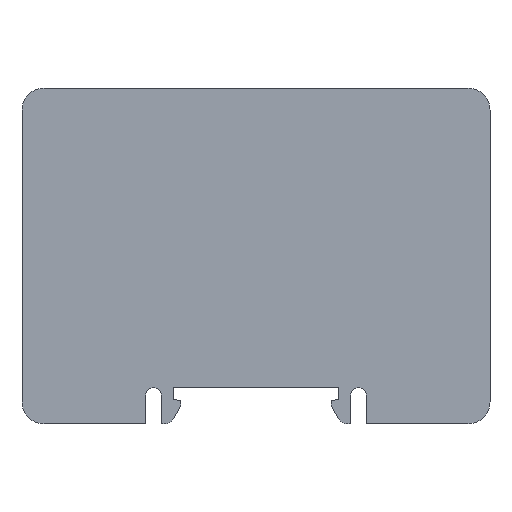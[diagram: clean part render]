
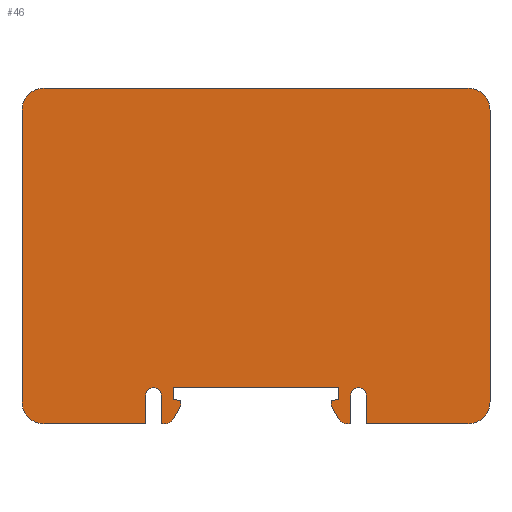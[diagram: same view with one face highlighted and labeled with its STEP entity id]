
A CAD part, left-side view. The second image highlights one B-rep face of the part: STEP entity #46.
In plain terms, the highlighted planar face has unit normal (-1, 0, 0).
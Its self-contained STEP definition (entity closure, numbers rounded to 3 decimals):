
#46=ADVANCED_FACE('',(#77),#78,.F.);
#77=FACE_OUTER_BOUND('',#137,.T.);
#78=PLANE('',#138);
#137=EDGE_LOOP('',(#197,#198,#199,#200,#201,#202,#203,#204,#205,#206,#207,#208,#209,#210,#211,#212,#213,#214,#215,#216,#217,#218,#219,#220,#221,#222,#223,#224));
#138=AXIS2_PLACEMENT_3D('',#225,#226,#227);
#197=ORIENTED_EDGE('',*,*,#455,.F.);
#198=ORIENTED_EDGE('',*,*,#456,.T.);
#199=ORIENTED_EDGE('',*,*,#457,.F.);
#200=ORIENTED_EDGE('',*,*,#458,.T.);
#201=ORIENTED_EDGE('',*,*,#459,.F.);
#202=ORIENTED_EDGE('',*,*,#460,.T.);
#203=ORIENTED_EDGE('',*,*,#461,.F.);
#204=ORIENTED_EDGE('',*,*,#462,.T.);
#205=ORIENTED_EDGE('',*,*,#463,.T.);
#206=ORIENTED_EDGE('',*,*,#464,.T.);
#207=ORIENTED_EDGE('',*,*,#465,.T.);
#208=ORIENTED_EDGE('',*,*,#466,.T.);
#209=ORIENTED_EDGE('',*,*,#467,.T.);
#210=ORIENTED_EDGE('',*,*,#468,.T.);
#211=ORIENTED_EDGE('',*,*,#469,.T.);
#212=ORIENTED_EDGE('',*,*,#470,.T.);
#213=ORIENTED_EDGE('',*,*,#471,.T.);
#214=ORIENTED_EDGE('',*,*,#472,.T.);
#215=ORIENTED_EDGE('',*,*,#473,.T.);
#216=ORIENTED_EDGE('',*,*,#474,.T.);
#217=ORIENTED_EDGE('',*,*,#475,.T.);
#218=ORIENTED_EDGE('',*,*,#476,.T.);
#219=ORIENTED_EDGE('',*,*,#477,.T.);
#220=ORIENTED_EDGE('',*,*,#478,.T.);
#221=ORIENTED_EDGE('',*,*,#479,.T.);
#222=ORIENTED_EDGE('',*,*,#480,.F.);
#223=ORIENTED_EDGE('',*,*,#481,.T.);
#224=ORIENTED_EDGE('',*,*,#482,.T.);
#225=CARTESIAN_POINT('',(0.0,0.0,0.0));
#226=DIRECTION('',(1.0,0.0,0.));
#227=DIRECTION('',(0.,1.0,0.));
#455=EDGE_CURVE('',#539,#540,#541,.T.);
#456=EDGE_CURVE('',#539,#542,#543,.T.);
#457=EDGE_CURVE('',#544,#542,#545,.T.);
#458=EDGE_CURVE('',#544,#546,#547,.T.);
#459=EDGE_CURVE('',#548,#546,#549,.T.);
#460=EDGE_CURVE('',#548,#550,#551,.T.);
#461=EDGE_CURVE('',#552,#550,#553,.T.);
#462=EDGE_CURVE('',#552,#554,#555,.T.);
#463=EDGE_CURVE('',#554,#556,#557,.T.);
#464=EDGE_CURVE('',#556,#558,#559,.T.);
#465=EDGE_CURVE('',#558,#560,#561,.T.);
#466=EDGE_CURVE('',#560,#562,#563,.T.);
#467=EDGE_CURVE('',#562,#564,#565,.T.);
#468=EDGE_CURVE('',#564,#566,#567,.T.);
#469=EDGE_CURVE('',#566,#568,#569,.T.);
#470=EDGE_CURVE('',#568,#570,#571,.T.);
#471=EDGE_CURVE('',#570,#572,#573,.T.);
#472=EDGE_CURVE('',#572,#574,#575,.T.);
#473=EDGE_CURVE('',#574,#576,#577,.T.);
#474=EDGE_CURVE('',#576,#578,#579,.T.);
#475=EDGE_CURVE('',#578,#580,#581,.T.);
#476=EDGE_CURVE('',#580,#582,#583,.T.);
#477=EDGE_CURVE('',#582,#584,#585,.T.);
#478=EDGE_CURVE('',#584,#586,#587,.T.);
#479=EDGE_CURVE('',#586,#588,#589,.T.);
#480=EDGE_CURVE('',#590,#588,#591,.T.);
#481=EDGE_CURVE('',#590,#592,#593,.T.);
#482=EDGE_CURVE('',#592,#540,#594,.T.);
#539=VERTEX_POINT('',#679);
#540=VERTEX_POINT('',#680);
#541=LINE('',#681,#682);
#542=VERTEX_POINT('',#683);
#543=LINE('',#684,#685);
#544=VERTEX_POINT('',#686);
#545=LINE('',#687,#688);
#546=VERTEX_POINT('',#689);
#547=LINE('',#690,#691);
#548=VERTEX_POINT('',#692);
#549=LINE('',#693,#694);
#550=VERTEX_POINT('',#695);
#551=LINE('',#696,#697);
#552=VERTEX_POINT('',#698);
#553=LINE('',#699,#700);
#554=VERTEX_POINT('',#701);
#555=LINE('',#702,#703);
#556=VERTEX_POINT('',#704);
#557=CIRCLE('',#705,1.0);
#558=VERTEX_POINT('',#706);
#559=LINE('',#707,#708);
#560=VERTEX_POINT('',#709);
#561=LINE('',#710,#711);
#562=VERTEX_POINT('',#712);
#563=CIRCLE('',#713,0.7);
#564=VERTEX_POINT('',#714);
#565=LINE('',#715,#716);
#566=VERTEX_POINT('',#717);
#567=LINE('',#718,#719);
#568=VERTEX_POINT('',#720);
#569=CIRCLE('',#721,2.0);
#570=VERTEX_POINT('',#722);
#571=LINE('',#723,#724);
#572=VERTEX_POINT('',#725);
#573=CIRCLE('',#726,2.0);
#574=VERTEX_POINT('',#727);
#575=LINE('',#728,#729);
#576=VERTEX_POINT('',#730);
#577=CIRCLE('',#731,2.0);
#578=VERTEX_POINT('',#732);
#579=LINE('',#733,#734);
#580=VERTEX_POINT('',#735);
#581=CIRCLE('',#736,2.0);
#582=VERTEX_POINT('',#737);
#583=LINE('',#738,#739);
#584=VERTEX_POINT('',#740);
#585=LINE('',#741,#742);
#586=VERTEX_POINT('',#743);
#587=CIRCLE('',#744,0.7);
#588=VERTEX_POINT('',#745);
#589=LINE('',#746,#747);
#590=VERTEX_POINT('',#748);
#591=LINE('',#749,#750);
#592=VERTEX_POINT('',#751);
#593=CIRCLE('',#752,1.0);
#594=LINE('',#753,#754);
#679=CARTESIAN_POINT('',(0.,-0.653,-1.157));
#680=CARTESIAN_POINT('',(0.,-0.653,-1.7));
#681=CARTESIAN_POINT('',(0.,-0.653,-1.157));
#682=VECTOR('',#887,0.543);
#683=CARTESIAN_POINT('',(0.,0.,-1.1));
#684=CARTESIAN_POINT('',(0.,-0.653,-1.157));
#685=VECTOR('',#888,0.655);
#686=CARTESIAN_POINT('',(0.0,0.0,0.0));
#687=CARTESIAN_POINT('',(0.0,0.0,0.0));
#688=VECTOR('',#889,1.1);
#689=CARTESIAN_POINT('',(0.,-15.005,0.));
#690=CARTESIAN_POINT('',(0.0,0.0,0.0));
#691=VECTOR('',#890,15.005);
#692=CARTESIAN_POINT('',(0.,-15.005,-1.1));
#693=CARTESIAN_POINT('',(0.,-15.005,-1.1));
#694=VECTOR('',#891,1.1);
#695=CARTESIAN_POINT('',(0.,-14.353,-1.157));
#696=CARTESIAN_POINT('',(0.,-15.005,-1.1));
#697=VECTOR('',#892,0.655);
#698=CARTESIAN_POINT('',(0.,-14.353,-1.7));
#699=CARTESIAN_POINT('',(0.,-14.353,-1.7));
#700=VECTOR('',#893,0.543);
#701=CARTESIAN_POINT('',(0.,-14.988,-2.8));
#702=CARTESIAN_POINT('',(0.,-14.353,-1.7));
#703=VECTOR('',#894,1.27);
#704=CARTESIAN_POINT('',(0.,-15.854,-3.3));
#705=AXIS2_PLACEMENT_3D('',#895,#896,#897);
#706=CARTESIAN_POINT('',(0.,-16.103,-3.3));
#707=CARTESIAN_POINT('',(0.,-15.854,-3.3));
#708=VECTOR('',#898,0.249);
#709=CARTESIAN_POINT('',(0.,-16.103,-0.7));
#710=CARTESIAN_POINT('',(0.,-16.103,-3.3));
#711=VECTOR('',#899,2.6);
#712=CARTESIAN_POINT('',(0.,-17.503,-0.7));
#713=AXIS2_PLACEMENT_3D('',#900,#901,#902);
#714=CARTESIAN_POINT('',(0.,-17.503,-3.3));
#715=CARTESIAN_POINT('',(0.,-17.503,-0.7));
#716=VECTOR('',#903,2.6);
#717=CARTESIAN_POINT('',(0.,-26.753,-3.3));
#718=CARTESIAN_POINT('',(0.,-17.503,-3.3));
#719=VECTOR('',#904,9.25);
#720=CARTESIAN_POINT('',(0.,-28.753,-1.3));
#721=AXIS2_PLACEMENT_3D('',#905,#906,#907);
#722=CARTESIAN_POINT('',(0.,-28.753,25.2));
#723=CARTESIAN_POINT('',(0.,-28.753,-1.3));
#724=VECTOR('',#908,26.5);
#725=CARTESIAN_POINT('',(0.,-26.753,27.2));
#726=AXIS2_PLACEMENT_3D('',#909,#910,#911);
#727=CARTESIAN_POINT('',(0.,11.748,27.2));
#728=CARTESIAN_POINT('',(0.,-26.753,27.2));
#729=VECTOR('',#912,38.5);
#730=CARTESIAN_POINT('',(0.,13.748,25.2));
#731=AXIS2_PLACEMENT_3D('',#913,#914,#915);
#732=CARTESIAN_POINT('',(0.,13.748,-1.3));
#733=CARTESIAN_POINT('',(0.,13.748,25.2));
#734=VECTOR('',#916,26.5);
#735=CARTESIAN_POINT('',(0.,11.748,-3.3));
#736=AXIS2_PLACEMENT_3D('',#917,#918,#919);
#737=CARTESIAN_POINT('',(0.,2.498,-3.3));
#738=CARTESIAN_POINT('',(0.,11.748,-3.3));
#739=VECTOR('',#920,9.25);
#740=CARTESIAN_POINT('',(0.,2.498,-0.7));
#741=CARTESIAN_POINT('',(0.,2.498,-3.3));
#742=VECTOR('',#921,2.6);
#743=CARTESIAN_POINT('',(0.,1.098,-0.7));
#744=AXIS2_PLACEMENT_3D('',#922,#923,#924);
#745=CARTESIAN_POINT('',(0.,1.098,-3.3));
#746=CARTESIAN_POINT('',(0.,1.098,-0.7));
#747=VECTOR('',#925,2.6);
#748=CARTESIAN_POINT('',(0.,0.849,-3.3));
#749=CARTESIAN_POINT('',(0.,0.849,-3.3));
#750=VECTOR('',#926,0.249);
#751=CARTESIAN_POINT('',(0.,-0.017,-2.8));
#752=AXIS2_PLACEMENT_3D('',#927,#928,#929);
#753=CARTESIAN_POINT('',(0.,-0.017,-2.8));
#754=VECTOR('',#930,1.27);
#887=DIRECTION('',(0.,0.,-1.0));
#888=DIRECTION('',(0.,0.996,0.087));
#889=DIRECTION('',(0.,0.,-1.0));
#890=DIRECTION('',(0.,-1.0,0.));
#891=DIRECTION('',(0.,0.,1.0));
#892=DIRECTION('',(0.,0.996,-0.087));
#893=DIRECTION('',(0.,0.,1.0));
#894=DIRECTION('',(0.,-0.5,-0.866));
#895=CARTESIAN_POINT('',(0.,-15.854,-2.3));
#896=DIRECTION('',(-1.0,0.0,0.));
#897=DIRECTION('',(0.,0.866,-0.5));
#898=DIRECTION('',(0.,-1.0,0.));
#899=DIRECTION('',(0.,0.,1.0));
#900=CARTESIAN_POINT('',(0.,-16.803,-0.7));
#901=DIRECTION('',(1.0,0.0,0.));
#902=DIRECTION('',(0.,1.0,0.));
#903=DIRECTION('',(0.,0.,-1.0));
#904=DIRECTION('',(0.,-1.0,0.));
#905=CARTESIAN_POINT('',(0.,-26.753,-1.3));
#906=DIRECTION('',(-1.0,0.0,0.));
#907=DIRECTION('',(0.,0.,-1.0));
#908=DIRECTION('',(0.,0.,1.0));
#909=CARTESIAN_POINT('',(0.,-26.753,25.2));
#910=DIRECTION('',(-1.0,0.0,0.));
#911=DIRECTION('',(0.,-1.0,0.));
#912=DIRECTION('',(0.,1.0,0.));
#913=CARTESIAN_POINT('',(0.,11.748,25.2));
#914=DIRECTION('',(-1.0,0.0,0.));
#915=DIRECTION('',(0.,0.,1.0));
#916=DIRECTION('',(0.,0.,-1.0));
#917=CARTESIAN_POINT('',(0.,11.748,-1.3));
#918=DIRECTION('',(-1.0,0.0,0.));
#919=DIRECTION('',(0.,1.0,0.));
#920=DIRECTION('',(0.,-1.0,0.));
#921=DIRECTION('',(0.,0.,1.0));
#922=CARTESIAN_POINT('',(0.,1.798,-0.7));
#923=DIRECTION('',(1.0,0.0,0.));
#924=DIRECTION('',(0.,1.0,0.));
#925=DIRECTION('',(0.,0.,-1.0));
#926=DIRECTION('',(0.,1.0,0.));
#927=CARTESIAN_POINT('',(0.,0.849,-2.3));
#928=DIRECTION('',(-1.0,0.0,0.));
#929=DIRECTION('',(0.,0.,-1.0));
#930=DIRECTION('',(0.,-0.5,0.866));
